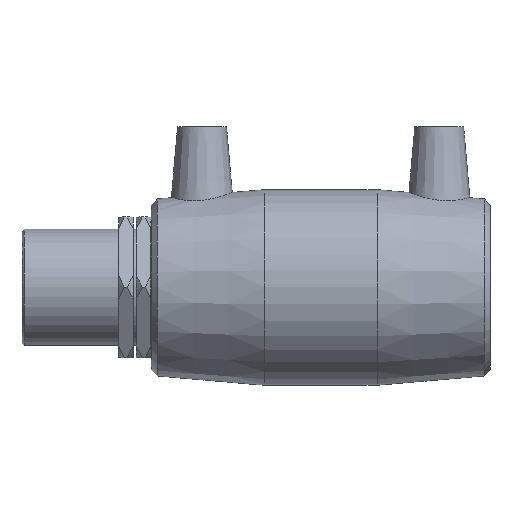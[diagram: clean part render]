
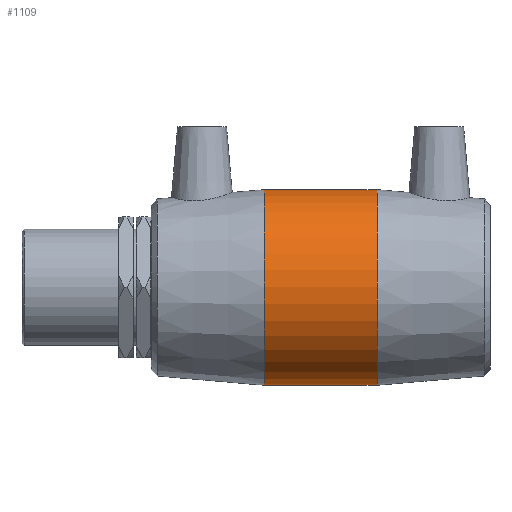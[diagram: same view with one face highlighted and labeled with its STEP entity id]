
A CAD part, top view. The second image highlights one B-rep face of the part: STEP entity #1109.
In plain terms, the highlighted cylindrical face has radius 28 mm (diameter 56 mm), a full revolution.
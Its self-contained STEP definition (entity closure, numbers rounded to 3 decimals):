
#24=CYLINDRICAL_SURFACE('',#1240,28.);
#60=FACE_BOUND('',#333,.T.);
#97=CIRCLE('',#1190,28.);
#101=CIRCLE('',#1197,28.);
#227=FACE_OUTER_BOUND('',#332,.T.);
#332=EDGE_LOOP('',(#996));
#333=EDGE_LOOP('',(#997));
#546=VERTEX_POINT('',#1887);
#551=VERTEX_POINT('',#1933);
#691=EDGE_CURVE('',#546,#546,#97,.T.);
#696=EDGE_CURVE('',#551,#551,#101,.T.);
#996=ORIENTED_EDGE('',*,*,#696,.T.);
#997=ORIENTED_EDGE('',*,*,#691,.F.);
#1109=ADVANCED_FACE('',(#227,#60),#24,.T.);
#1190=AXIS2_PLACEMENT_3D('',#1888,#1430,#1431);
#1197=AXIS2_PLACEMENT_3D('',#1934,#1444,#1445);
#1240=AXIS2_PLACEMENT_3D('',#2031,#1530,#1531);
#1430=DIRECTION('center_axis',(1.,0.,0.));
#1431=DIRECTION('ref_axis',(0.,0.,-1.));
#1444=DIRECTION('center_axis',(1.,0.,0.));
#1445=DIRECTION('ref_axis',(0.,0.,-1.));
#1530=DIRECTION('center_axis',(1.,0.,0.));
#1531=DIRECTION('ref_axis',(0.,1.,0.));
#1887=CARTESIAN_POINT('',(16.167,28.,0.));
#1888=CARTESIAN_POINT('Origin',(16.167,0.,0.));
#1933=CARTESIAN_POINT('',(-16.167,28.,0.));
#1934=CARTESIAN_POINT('Origin',(-16.167,0.,0.));
#2031=CARTESIAN_POINT('Origin',(0.,0.,0.));
